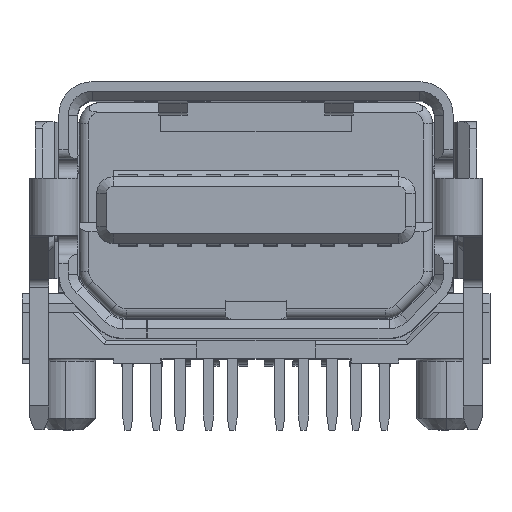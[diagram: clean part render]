
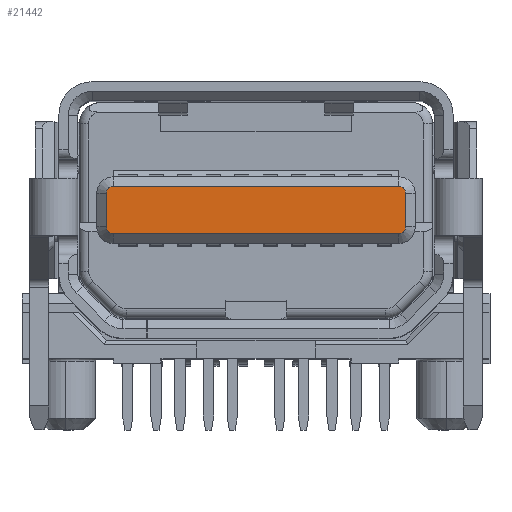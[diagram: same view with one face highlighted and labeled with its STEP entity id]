
A CAD part, top view. The second image highlights one B-rep face of the part: STEP entity #21442.
In plain terms, the highlighted planar face has unit normal (0, 0, 1).
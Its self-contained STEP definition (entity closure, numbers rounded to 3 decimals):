
#2352 = DIRECTION ( 'NONE',  ( -1., 0., 0. ) ) ;
#3431 = LINE ( 'NONE', #41459, #33341 ) ;
#4358 = VECTOR ( 'NONE', #2352, 1000. ) ;
#4378 = CARTESIAN_POINT ( 'NONE',  ( -7.925, -2.35, 4.5 ) ) ;
#5522 = VERTEX_POINT ( 'NONE', #32305 ) ;
#5933 = CARTESIAN_POINT ( 'NONE',  ( -1.775, -2.35, 4.5 ) ) ;
#6026 = LINE ( 'NONE', #43020, #4358 ) ;
#6381 = CARTESIAN_POINT ( 'NONE',  ( -1.925, -2.35, 4.5 ) ) ;
#7235 = CIRCLE ( 'NONE', #18270, 0.15 ) ;
#9432 = EDGE_CURVE ( 'NONE', #30840, #62934, #68280, .T. ) ;
#10754 = LINE ( 'NONE', #29064, #48992 ) ;
#11625 = CARTESIAN_POINT ( 'NONE',  ( -1.925, -3.2, 4.5 ) ) ;
#12698 = AXIS2_PLACEMENT_3D ( 'NONE', #31716, #68902, #37096 ) ;
#12784 = VERTEX_POINT ( 'NONE', #59892 ) ;
#14628 = ORIENTED_EDGE ( 'NONE', *, *, #60427, .F. ) ;
#14819 = ORIENTED_EDGE ( 'NONE', *, *, #39499, .T. ) ;
#14879 = FACE_OUTER_BOUND ( 'NONE', #40363, .T. ) ;
#16263 = VERTEX_POINT ( 'NONE', #59694 ) ;
#17736 = AXIS2_PLACEMENT_3D ( 'NONE', #29965, #61976, #41108 ) ;
#18270 = AXIS2_PLACEMENT_3D ( 'NONE', #6381, #22843, #54820 ) ;
#18660 = EDGE_CURVE ( 'NONE', #61350, #30840, #10754, .T. ) ;
#19460 = CARTESIAN_POINT ( 'NONE',  ( -7.925, -2.2, 4.5 ) ) ;
#21385 = EDGE_CURVE ( 'NONE', #62934, #12784, #46400, .T. ) ;
#21442 = ADVANCED_FACE ( 'NONE', ( #14879 ), #29740, .F. ) ;
#21814 = EDGE_CURVE ( 'NONE', #16263, #61350, #64540, .T. ) ;
#22017 = ORIENTED_EDGE ( 'NONE', *, *, #21385, .F. ) ;
#22843 = DIRECTION ( 'NONE',  ( 0., 0., -1. ) ) ;
#23970 = DIRECTION ( 'NONE',  ( -1., 0., 0. ) ) ;
#27430 = DIRECTION ( 'NONE',  ( 0., 0., -1. ) ) ;
#29064 = CARTESIAN_POINT ( 'NONE',  ( -8.275, -3.2, 4.5 ) ) ;
#29094 = DIRECTION ( 'NONE',  ( 0., 1., 0. ) ) ;
#29740 = PLANE ( 'NONE',  #17736 ) ;
#29965 = CARTESIAN_POINT ( 'NONE',  ( -8.275, -2., 4.5 ) ) ;
#30840 = VERTEX_POINT ( 'NONE', #67224 ) ;
#31716 = CARTESIAN_POINT ( 'NONE',  ( -7.925, -3.05, 4.5 ) ) ;
#32305 = CARTESIAN_POINT ( 'NONE',  ( -1.925, -2.2, 4.5 ) ) ;
#33341 = VECTOR ( 'NONE', #40765, 1000. ) ;
#34660 = CIRCLE ( 'NONE', #61030, 0.15 ) ;
#35629 = VECTOR ( 'NONE', #29094, 1000. ) ;
#37096 = DIRECTION ( 'NONE',  ( -1., 0., 0. ) ) ;
#39499 = EDGE_CURVE ( 'NONE', #5522, #39727, #6026, .T. ) ;
#39727 = VERTEX_POINT ( 'NONE', #19460 ) ;
#40363 = EDGE_LOOP ( 'NONE', ( #61922, #56199, #14628, #67822, #14819, #53886, #22017, #50191 ) ) ;
#40765 = DIRECTION ( 'NONE',  ( 0., -1., 0. ) ) ;
#41108 = DIRECTION ( 'NONE',  ( 0., -1., 0. ) ) ;
#41430 = CARTESIAN_POINT ( 'NONE',  ( -8.075, -3.05, 4.5 ) ) ;
#41459 = CARTESIAN_POINT ( 'NONE',  ( -1.775, -2., 4.5 ) ) ;
#42764 = EDGE_CURVE ( 'NONE', #12784, #39727, #34660, .T. ) ;
#43020 = CARTESIAN_POINT ( 'NONE',  ( -8.275, -2.2, 4.5 ) ) ;
#43929 = AXIS2_PLACEMENT_3D ( 'NONE', #59180, #27430, #64506 ) ;
#46400 = LINE ( 'NONE', #60840, #35629 ) ;
#48992 = VECTOR ( 'NONE', #23970, 1000. ) ;
#50191 = ORIENTED_EDGE ( 'NONE', *, *, #9432, .F. ) ;
#53886 = ORIENTED_EDGE ( 'NONE', *, *, #42764, .F. ) ;
#54820 = DIRECTION ( 'NONE',  ( -1., 0., 0. ) ) ;
#56199 = ORIENTED_EDGE ( 'NONE', *, *, #21814, .F. ) ;
#56985 = DIRECTION ( 'NONE',  ( 0., 0., -1. ) ) ;
#58304 = VERTEX_POINT ( 'NONE', #5933 ) ;
#59180 = CARTESIAN_POINT ( 'NONE',  ( -1.925, -3.05, 4.5 ) ) ;
#59694 = CARTESIAN_POINT ( 'NONE',  ( -1.775, -3.05, 4.5 ) ) ;
#59892 = CARTESIAN_POINT ( 'NONE',  ( -8.075, -2.35, 4.5 ) ) ;
#60427 = EDGE_CURVE ( 'NONE', #58304, #16263, #3431, .T. ) ;
#60840 = CARTESIAN_POINT ( 'NONE',  ( -8.075, -2., 4.5 ) ) ;
#61030 = AXIS2_PLACEMENT_3D ( 'NONE', #4378, #56985, #68180 ) ;
#61350 = VERTEX_POINT ( 'NONE', #11625 ) ;
#61922 = ORIENTED_EDGE ( 'NONE', *, *, #18660, .F. ) ;
#61976 = DIRECTION ( 'NONE',  ( 0., 0., -1. ) ) ;
#62934 = VERTEX_POINT ( 'NONE', #41430 ) ;
#64506 = DIRECTION ( 'NONE',  ( -1., 0., 0. ) ) ;
#64540 = CIRCLE ( 'NONE', #43929, 0.15 ) ;
#67224 = CARTESIAN_POINT ( 'NONE',  ( -7.925, -3.2, 4.5 ) ) ;
#67822 = ORIENTED_EDGE ( 'NONE', *, *, #68155, .F. ) ;
#68155 = EDGE_CURVE ( 'NONE', #5522, #58304, #7235, .T. ) ;
#68180 = DIRECTION ( 'NONE',  ( -1., 0., 0. ) ) ;
#68280 = CIRCLE ( 'NONE', #12698, 0.15 ) ;
#68902 = DIRECTION ( 'NONE',  ( 0., 0., -1. ) ) ;
